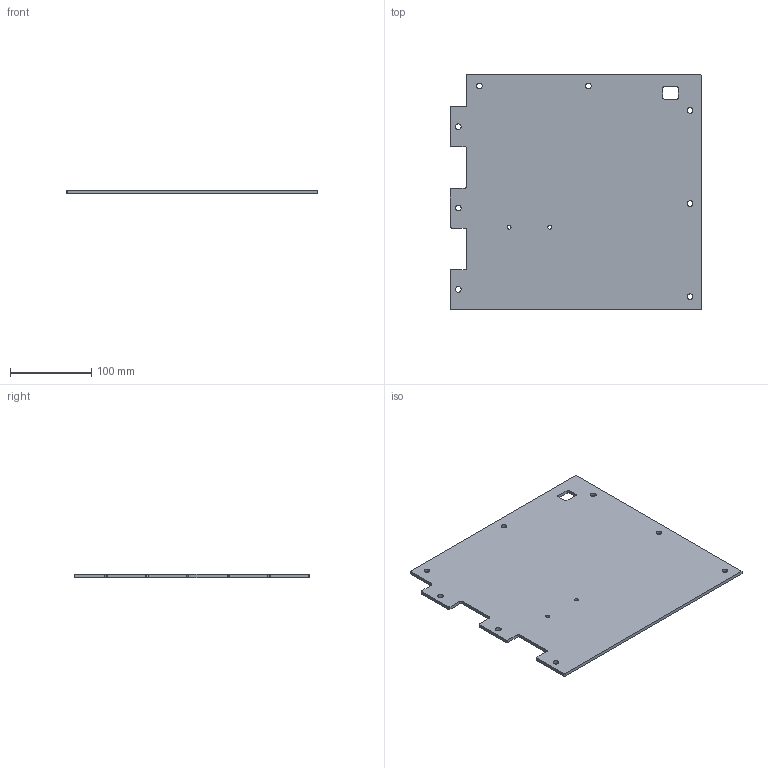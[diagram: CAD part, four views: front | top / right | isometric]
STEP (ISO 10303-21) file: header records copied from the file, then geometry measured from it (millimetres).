
FILE_DESCRIPTION(/* description */ (''),/* implementation_level */ '2;1');
FILE_NAME(/* name */ 'panel_electronics_split_400_top_right.step',/* time_stamp */ '2023-03-22T12:40:24Z',/* author */ (''),/* organization */ (''),/* preprocessor_version */ 'ST-DEVELOPER v19.2',/* originating_system */ 'Autodesk Translation Framework v11.17.0.187',/* authorisation */ '');
FILE_SCHEMA (('AUTOMOTIVE_DESIGN { 1 0 10303 214 3 1 1 }'));
Length unit declared in the file: inch
Products named in the file (1): TR
Bounding box: 308.5 x 288.5 x 4 mm (x, y, z)
Volume: 342179 mm3; surface area: 177238.7 mm2
Topology: 1 solids, 1 shells, 46 faces, 132 edges, 88 vertices
Faces by surface type: cylinder 26, plane 20
Full cylindrical faces by diameter (mm): 4.8 x2, 7 x8
Entity records: 1607 total; most frequent: DIRECTION 278, CARTESIAN_POINT 267, ORIENTED_EDGE 264, EDGE_CURVE 132, AXIS2_PLACEMENT_3D 99, VERTEX_POINT 88, LINE 80, VECTOR 80
